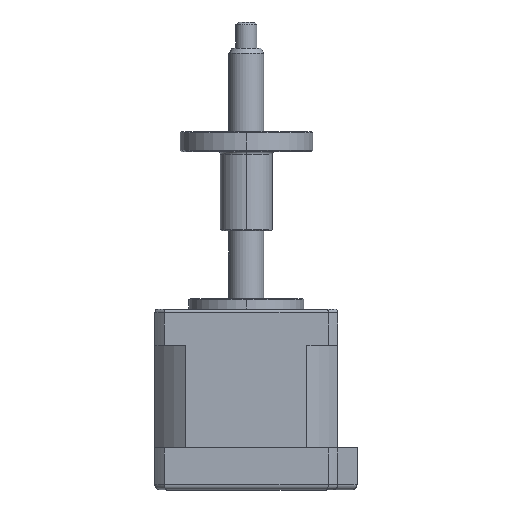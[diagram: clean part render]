
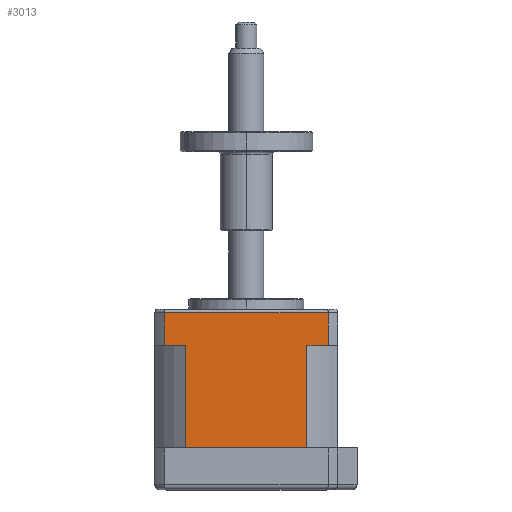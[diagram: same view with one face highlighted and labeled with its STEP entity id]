
A CAD part, top view. The second image highlights one B-rep face of the part: STEP entity #3013.
In plain terms, the highlighted planar face has unit normal (0, 0, 1).
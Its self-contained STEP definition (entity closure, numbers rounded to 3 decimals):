
#15 = VECTOR ( 'NONE', #6996, 1000. ) ;
#77 = VERTEX_POINT ( 'NONE', #2525 ) ;
#84 = CARTESIAN_POINT ( 'NONE',  ( -35.541, 27.954, 36.5 ) ) ;
#295 = DIRECTION ( 'NONE',  ( 0., 1., 0. ) ) ;
#486 = VECTOR ( 'NONE', #6251, 1000. ) ;
#662 = DIRECTION ( 'NONE',  ( -1., 0., 0. ) ) ;
#675 = DIRECTION ( 'NONE',  ( 0., 1., 0. ) ) ;
#765 = CARTESIAN_POINT ( 'NONE',  ( -62.833, 8.354, 36.5 ) ) ;
#1243 = CARTESIAN_POINT ( 'NONE',  ( -66.909, 34.254, 36.5 ) ) ;
#1348 = CARTESIAN_POINT ( 'NONE',  ( -66.909, 27.954, 36.5 ) ) ;
#1443 = AXIS2_PLACEMENT_3D ( 'NONE', #6673, #6612, #6583 ) ;
#1537 = CARTESIAN_POINT ( 'NONE',  ( -35.541, 27.954, 36.5 ) ) ;
#1824 = CARTESIAN_POINT ( 'NONE',  ( -66.909, 34.254, 36.5 ) ) ;
#2029 = DIRECTION ( 'NONE',  ( -1., 0., 0. ) ) ;
#2461 = CARTESIAN_POINT ( 'NONE',  ( -39.617, 8.354, 36.5 ) ) ;
#2499 = VECTOR ( 'NONE', #7612, 1000. ) ;
#2524 = LINE ( 'NONE', #4839, #8304 ) ;
#2525 = CARTESIAN_POINT ( 'NONE',  ( -62.833, 8.354, 36.5 ) ) ;
#2530 = EDGE_CURVE ( 'NONE', #77, #3240, #3585, .T. ) ;
#2531 = VERTEX_POINT ( 'NONE', #1243 ) ;
#2867 = CARTESIAN_POINT ( 'NONE',  ( -62.833, 27.954, 36.5 ) ) ;
#2878 = EDGE_CURVE ( 'NONE', #6878, #2531, #9351, .T. ) ;
#2952 = VERTEX_POINT ( 'NONE', #1537 ) ;
#3013 = ADVANCED_FACE ( 'NONE', ( #8179 ), #6871, .F. ) ;
#3146 = VERTEX_POINT ( 'NONE', #1348 ) ;
#3158 = ORIENTED_EDGE ( 'NONE', *, *, #5422, .F. ) ;
#3189 = EDGE_CURVE ( 'NONE', #6811, #2952, #8539, .T. ) ;
#3240 = VERTEX_POINT ( 'NONE', #2867 ) ;
#3494 = CARTESIAN_POINT ( 'NONE',  ( -66.909, 26.654, 36.5 ) ) ;
#3535 = VECTOR ( 'NONE', #9543, 1000. ) ;
#3585 = LINE ( 'NONE', #765, #5370 ) ;
#3661 = VECTOR ( 'NONE', #662, 1000. ) ;
#4033 = LINE ( 'NONE', #3494, #3535 ) ;
#4193 = ORIENTED_EDGE ( 'NONE', *, *, #2878, .T. ) ;
#4444 = CARTESIAN_POINT ( 'NONE',  ( -39.617, 8.354, 36.5 ) ) ;
#4586 = ORIENTED_EDGE ( 'NONE', *, *, #6434, .T. ) ;
#4839 = CARTESIAN_POINT ( 'NONE',  ( -35.541, 26.654, 36.5 ) ) ;
#5036 = EDGE_CURVE ( 'NONE', #3146, #3240, #6524, .T. ) ;
#5366 = EDGE_LOOP ( 'NONE', ( #9315, #9430, #4586, #4193, #6884, #5710, #7361, #3158 ) ) ;
#5370 = VECTOR ( 'NONE', #675, 1000. ) ;
#5422 = EDGE_CURVE ( 'NONE', #9053, #77, #7691, .T. ) ;
#5710 = ORIENTED_EDGE ( 'NONE', *, *, #5036, .T. ) ;
#6144 = CARTESIAN_POINT ( 'NONE',  ( -35.541, 27.954, 36.5 ) ) ;
#6146 = CARTESIAN_POINT ( 'NONE',  ( -39.617, 27.954, 36.5 ) ) ;
#6251 = DIRECTION ( 'NONE',  ( 1., 0., 0. ) ) ;
#6434 = EDGE_CURVE ( 'NONE', #2952, #6878, #2524, .T. ) ;
#6524 = LINE ( 'NONE', #6144, #2499 ) ;
#6583 = DIRECTION ( 'NONE',  ( 0., -1., 0. ) ) ;
#6612 = DIRECTION ( 'NONE',  ( 0., 0., -1. ) ) ;
#6673 = CARTESIAN_POINT ( 'NONE',  ( -39.617, 8.354, 36.5 ) ) ;
#6811 = VERTEX_POINT ( 'NONE', #6146 ) ;
#6871 = PLANE ( 'NONE',  #1443 ) ;
#6878 = VERTEX_POINT ( 'NONE', #7724 ) ;
#6884 = ORIENTED_EDGE ( 'NONE', *, *, #8697, .F. ) ;
#6984 = EDGE_CURVE ( 'NONE', #9053, #6811, #7828, .T. ) ;
#6996 = DIRECTION ( 'NONE',  ( 0., 1., 0. ) ) ;
#7063 = CARTESIAN_POINT ( 'NONE',  ( -39.617, 8.354, 36.5 ) ) ;
#7361 = ORIENTED_EDGE ( 'NONE', *, *, #2530, .F. ) ;
#7612 = DIRECTION ( 'NONE',  ( 1., 0., 0. ) ) ;
#7691 = LINE ( 'NONE', #4444, #3661 ) ;
#7724 = CARTESIAN_POINT ( 'NONE',  ( -35.541, 34.254, 36.5 ) ) ;
#7828 = LINE ( 'NONE', #2461, #15 ) ;
#8179 = FACE_OUTER_BOUND ( 'NONE', #5366, .T. ) ;
#8304 = VECTOR ( 'NONE', #295, 1000. ) ;
#8539 = LINE ( 'NONE', #84, #486 ) ;
#8697 = EDGE_CURVE ( 'NONE', #3146, #2531, #4033, .T. ) ;
#9053 = VERTEX_POINT ( 'NONE', #7063 ) ;
#9117 = VECTOR ( 'NONE', #2029, 1000. ) ;
#9315 = ORIENTED_EDGE ( 'NONE', *, *, #6984, .T. ) ;
#9351 = LINE ( 'NONE', #1824, #9117 ) ;
#9430 = ORIENTED_EDGE ( 'NONE', *, *, #3189, .T. ) ;
#9543 = DIRECTION ( 'NONE',  ( 0., 1., 0. ) ) ;
